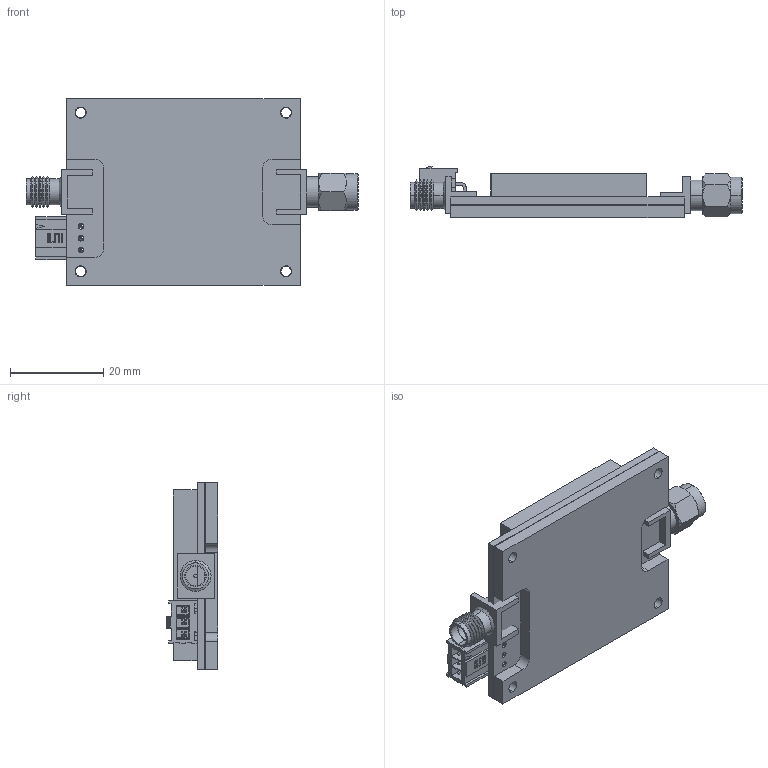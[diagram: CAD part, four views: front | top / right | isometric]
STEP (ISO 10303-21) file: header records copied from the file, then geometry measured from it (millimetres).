
FILE_DESCRIPTION (( 'STEP AP203' ), '1' );
FILE_NAME ('sw2pvdr0.step', '2018-12-21T09:47:27', ( 'RenameME' ), ( 'IXBLUE' ), 'SwSTEP 2.0', 'SolidWorks 2016', '' );
FILE_SCHEMA (( 'CONFIG_CONTROL_DESIGN' ));
Length unit declared in the file: millimetre
Products named in the file (4): MDI08039; sw2pvdr0; CARTE ASSEMBLEE DR-PL-0.1-MO; RRA00020
Assembly tree (3 placements, depth 2):
  sw2pvdr0
    CARTE ASSEMBLEE DR-PL-0.1-MO
    MDI08039
    RRA00020
Bounding box: 71.11 x 11.02 x 40 mm (x, y, z)
Volume: 4513.3 mm3; surface area: 13383.8 mm2
Topology: 2 solids, 16 shells, 349 faces, 1146 edges, 807 vertices
Faces by surface type: plane 224, cylinder 78, cone 39, bspline 8
Entity records: 13472 total; most frequent: CARTESIAN_POINT 3089, DIRECTION 2010, ORIENTED_EDGE 1915, EDGE_CURVE 1146, LINE 882, VECTOR 882, VERTEX_POINT 807, AXIS2_PLACEMENT_3D 564
